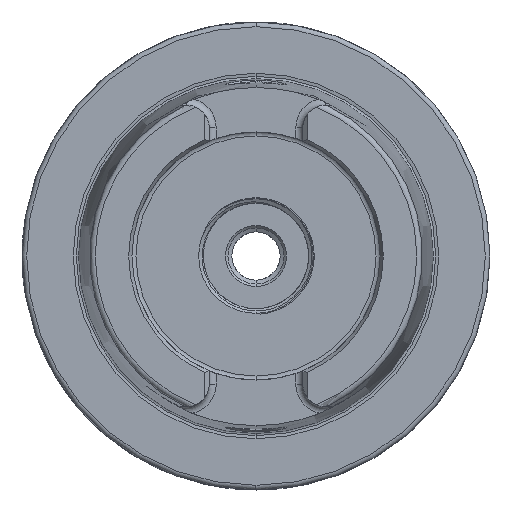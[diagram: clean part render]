
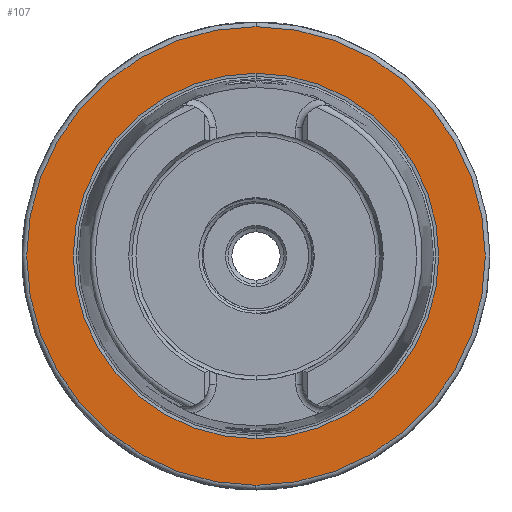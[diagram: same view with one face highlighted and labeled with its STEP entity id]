
A CAD part, left-side view. The second image highlights one B-rep face of the part: STEP entity #107.
In plain terms, the highlighted planar face has unit normal (-1, 0, 0).
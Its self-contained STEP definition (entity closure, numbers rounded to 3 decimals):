
#76 = CARTESIAN_POINT ( 'NONE',  ( 0., 0., 0. ) ) ;
#107 = ADVANCED_FACE ( 'NONE', ( #9761, #9764 ), #7983, .T. ) ;
#126 = EDGE_CURVE ( 'NONE', #8803, #8802, #3985, .T. ) ;
#127 = EDGE_CURVE ( 'NONE', #8807, #8806, #3990, .T. ) ;
#1921 = ORIENTED_EDGE ( 'NONE', *, *, #16536, .T. ) ;
#1922 = ORIENTED_EDGE ( 'NONE', *, *, #127, .T. ) ;
#1923 = ORIENTED_EDGE ( 'NONE', *, *, #126, .T. ) ;
#1924 = ORIENTED_EDGE ( 'NONE', *, *, #16547, .T. ) ;
#3985 = CIRCLE ( 'NONE', #9775, 39.054 ) ;
#3990 = CIRCLE ( 'NONE', #9773, 49. ) ;
#4212 = CIRCLE ( 'NONE', #12418, 49. ) ;
#4218 = CIRCLE ( 'NONE', #12430, 39.054 ) ;
#7983 = PLANE ( 'NONE',  #9766 ) ;
#7984 = CARTESIAN_POINT ( 'NONE',  ( 0., 39.054, 0. ) ) ;
#7985 = DIRECTION ( 'NONE',  ( -1., 0., 0. ) ) ;
#7986 = DIRECTION ( 'NONE',  ( 0., 0., 1. ) ) ;
#8045 = CARTESIAN_POINT ( 'NONE',  ( 0., 0., 0. ) ) ;
#8046 = DIRECTION ( 'NONE',  ( 1., 0., 0. ) ) ;
#8047 = DIRECTION ( 'NONE',  ( 0., 0., -1. ) ) ;
#8048 = CARTESIAN_POINT ( 'NONE',  ( 0., 0., 0. ) ) ;
#8049 = DIRECTION ( 'NONE',  ( -1., 0., 0. ) ) ;
#8050 = DIRECTION ( 'NONE',  ( 0., 0., 1. ) ) ;
#8802 = VERTEX_POINT ( 'NONE', #12276 ) ;
#8803 = VERTEX_POINT ( 'NONE', #12277 ) ;
#8806 = VERTEX_POINT ( 'NONE', #12280 ) ;
#8807 = VERTEX_POINT ( 'NONE', #12281 ) ;
#9761 = FACE_OUTER_BOUND ( 'NONE', #18730, .T. ) ;
#9764 = FACE_BOUND ( 'NONE', #18731, .T. ) ;
#9766 = AXIS2_PLACEMENT_3D ( 'NONE', #7984, #7985, #7986 ) ;
#9773 = AXIS2_PLACEMENT_3D ( 'NONE', #8048, #8049, #8050 ) ;
#9775 = AXIS2_PLACEMENT_3D ( 'NONE', #8045, #8046, #8047 ) ;
#12276 = CARTESIAN_POINT ( 'NONE',  ( 0., 0., 39.054 ) ) ;
#12277 = CARTESIAN_POINT ( 'NONE',  ( 0., 0., -39.054 ) ) ;
#12280 = CARTESIAN_POINT ( 'NONE',  ( 0., 0., 49. ) ) ;
#12281 = CARTESIAN_POINT ( 'NONE',  ( 0., 0., -49. ) ) ;
#12418 = AXIS2_PLACEMENT_3D ( 'NONE', #76, #12444, #12445 ) ;
#12430 = AXIS2_PLACEMENT_3D ( 'NONE', #12476, #12477, #12478 ) ;
#12444 = DIRECTION ( 'NONE',  ( -1., 0., 0. ) ) ;
#12445 = DIRECTION ( 'NONE',  ( 0., 0., 1. ) ) ;
#12476 = CARTESIAN_POINT ( 'NONE',  ( 0., 0., 0. ) ) ;
#12477 = DIRECTION ( 'NONE',  ( 1., 0., 0. ) ) ;
#12478 = DIRECTION ( 'NONE',  ( 0., 0., -1. ) ) ;
#16536 = EDGE_CURVE ( 'NONE', #8806, #8807, #4212, .T. ) ;
#16547 = EDGE_CURVE ( 'NONE', #8802, #8803, #4218, .T. ) ;
#18730 = EDGE_LOOP ( 'NONE', ( #1921, #1922 ) ) ;
#18731 = EDGE_LOOP ( 'NONE', ( #1924, #1923 ) ) ;
